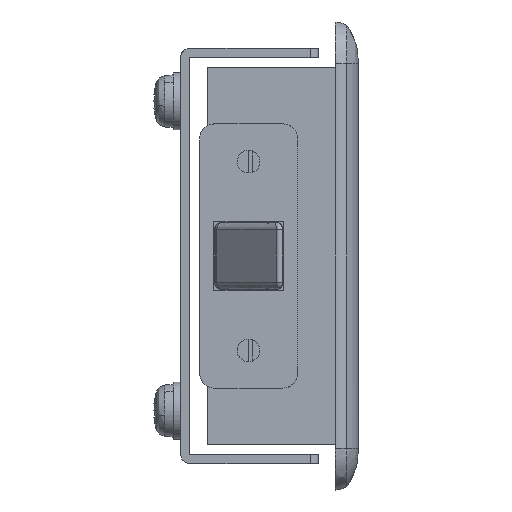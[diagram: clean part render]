
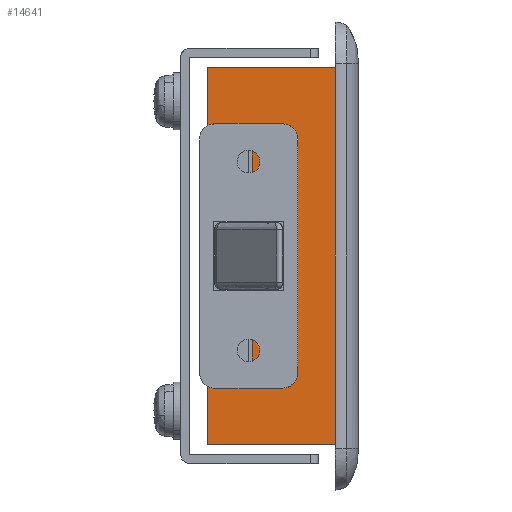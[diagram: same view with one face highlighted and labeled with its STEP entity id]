
A CAD part, left-side view. The second image highlights one B-rep face of the part: STEP entity #14641.
In plain terms, the highlighted free-form (B-spline) face has degree [1, 1] with [2, 2] control points.
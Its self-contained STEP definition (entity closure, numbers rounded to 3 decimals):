
#12844=CARTESIAN_POINT('',(-9.5,7.75,-15.0));
#12845=VERTEX_POINT('',#12844);
#12851=CARTESIAN_POINT('',(-9.5,7.75,-10.0));
#12852=VERTEX_POINT('',#12851);
#12853=CARTESIAN_POINT('',(-9.5,7.75,-10.0));
#12854=CARTESIAN_POINT('',(-9.5,7.75,-15.0));
#12855=QUASI_UNIFORM_CURVE('',1,(#12853,#12854),.UNSPECIFIED.,.F.,.U.);
#12856=EDGE_CURVE('',#12852,#12845,#12855,.T.);
#12879=CARTESIAN_POINT('',(-9.5,10.75,-10.0));
#12880=VERTEX_POINT('',#12879);
#12881=CARTESIAN_POINT('',(-9.5,10.75,-10.0));
#12882=CARTESIAN_POINT('',(-9.5,7.75,-10.0));
#12883=QUASI_UNIFORM_CURVE('',1,(#12881,#12882),.UNSPECIFIED.,.F.,.U.);
#12884=EDGE_CURVE('',#12880,#12852,#12883,.T.);
#12907=CARTESIAN_POINT('',(-9.5,10.75,-15.0));
#12908=VERTEX_POINT('',#12907);
#12909=CARTESIAN_POINT('',(-9.5,10.75,-15.0));
#12910=CARTESIAN_POINT('',(-9.5,10.75,-10.0));
#12911=QUASI_UNIFORM_CURVE('',1,(#12909,#12910),.UNSPECIFIED.,.F.,.U.);
#12912=EDGE_CURVE('',#12908,#12880,#12911,.T.);
#12933=CARTESIAN_POINT('',(-9.5,7.75,-15.0));
#12934=CARTESIAN_POINT('',(-9.5,10.75,-15.0));
#12935=QUASI_UNIFORM_CURVE('',1,(#12933,#12934),.UNSPECIFIED.,.F.,.U.);
#12936=EDGE_CURVE('',#12845,#12908,#12935,.T.);
#12956=CARTESIAN_POINT('',(-9.5,7.75,10.0));
#12957=VERTEX_POINT('',#12956);
#12963=CARTESIAN_POINT('',(-9.5,7.75,15.0));
#12964=VERTEX_POINT('',#12963);
#12965=CARTESIAN_POINT('',(-9.5,7.75,10.0));
#12966=CARTESIAN_POINT('',(-9.5,7.75,15.0));
#12967=QUASI_UNIFORM_CURVE('',1,(#12965,#12966),.UNSPECIFIED.,.F.,.U.);
#12968=EDGE_CURVE('',#12957,#12964,#12967,.T.);
#12990=CARTESIAN_POINT('',(-9.5,10.75,10.0));
#12991=VERTEX_POINT('',#12990);
#12997=CARTESIAN_POINT('',(-9.5,10.75,10.0));
#12998=CARTESIAN_POINT('',(-9.5,7.75,10.0));
#12999=QUASI_UNIFORM_CURVE('',1,(#12997,#12998),.UNSPECIFIED.,.F.,.U.);
#13000=EDGE_CURVE('',#12991,#12957,#12999,.T.);
#13018=CARTESIAN_POINT('',(-9.5,10.75,15.0));
#13019=VERTEX_POINT('',#13018);
#13025=CARTESIAN_POINT('',(-9.5,10.75,15.0));
#13026=CARTESIAN_POINT('',(-9.5,10.75,10.0));
#13027=QUASI_UNIFORM_CURVE('',1,(#13025,#13026),.UNSPECIFIED.,.F.,.U.);
#13028=EDGE_CURVE('',#13019,#12991,#13027,.T.);
#13045=CARTESIAN_POINT('',(-9.5,7.75,15.0));
#13046=CARTESIAN_POINT('',(-9.5,10.75,15.0));
#13047=QUASI_UNIFORM_CURVE('',1,(#13045,#13046),.UNSPECIFIED.,.F.,.U.);
#13048=EDGE_CURVE('',#12964,#13019,#13047,.T.);
#14184=CARTESIAN_POINT('',(-9.5,3.5,3.75));
#14185=VERTEX_POINT('',#14184);
#14186=CARTESIAN_POINT('',(-9.5,13.75,3.75));
#14187=VERTEX_POINT('',#14186);
#14188=CARTESIAN_POINT('',(-9.5,3.5,3.75));
#14189=CARTESIAN_POINT('',(-9.5,13.75,3.75));
#14190=QUASI_UNIFORM_CURVE('',1,(#14188,#14189),.UNSPECIFIED.,.F.,.U.);
#14191=EDGE_CURVE('',#14185,#14187,#14190,.T.);
#14220=CARTESIAN_POINT('',(-9.5,3.5,-3.75));
#14221=VERTEX_POINT('',#14220);
#14222=CARTESIAN_POINT('',(-9.5,3.5,-3.75));
#14223=CARTESIAN_POINT('',(-9.5,3.5,3.75));
#14224=QUASI_UNIFORM_CURVE('',1,(#14222,#14223),.UNSPECIFIED.,.F.,.U.);
#14225=EDGE_CURVE('',#14221,#14185,#14224,.T.);
#14248=CARTESIAN_POINT('',(-9.5,13.75,-3.75));
#14249=VERTEX_POINT('',#14248);
#14250=CARTESIAN_POINT('',(-9.5,13.75,-3.75));
#14251=CARTESIAN_POINT('',(-9.5,3.5,-3.75));
#14252=QUASI_UNIFORM_CURVE('',1,(#14250,#14251),.UNSPECIFIED.,.F.,.U.);
#14253=EDGE_CURVE('',#14249,#14221,#14252,.T.);
#14479=CARTESIAN_POINT('',(-9.5,13.75,25.0));
#14480=VERTEX_POINT('',#14479);
#14488=CARTESIAN_POINT('',(-9.5,-3.25,25.0));
#14489=VERTEX_POINT('',#14488);
#14490=CARTESIAN_POINT('',(-9.5,-3.25,25.0));
#14491=CARTESIAN_POINT('',(-9.5,13.75,25.0));
#14492=QUASI_UNIFORM_CURVE('',1,(#14490,#14491),.UNSPECIFIED.,.F.,.U.);
#14493=EDGE_CURVE('',#14489,#14480,#14492,.T.);
#14543=CARTESIAN_POINT('',(-9.5,13.75,-25.0));
#14544=VERTEX_POINT('',#14543);
#14571=CARTESIAN_POINT('',(-9.5,-3.25,-25.0));
#14572=VERTEX_POINT('',#14571);
#14578=CARTESIAN_POINT('',(-9.5,-3.25,-25.0));
#14579=CARTESIAN_POINT('',(-9.5,13.75,-25.0));
#14580=QUASI_UNIFORM_CURVE('',1,(#14578,#14579),.UNSPECIFIED.,.F.,.U.);
#14581=EDGE_CURVE('',#14572,#14544,#14580,.T.);
#14602=CARTESIAN_POINT('',(-9.5,-4.099,-27.497));
#14603=CARTESIAN_POINT('',(-9.5,14.599,-27.497));
#14604=CARTESIAN_POINT('',(-9.5,-4.099,27.498));
#14605=CARTESIAN_POINT('',(-9.5,14.599,27.498));
#14606=B_SPLINE_SURFACE_WITH_KNOTS('',1,1,((#14602,#14604),(#14603,#14605)),.UNSPECIFIED.,.F.,.F.,.U.,(2,2),(2,2),(0.0,18.698),(0.0,54.995),.UNSPECIFIED.);
#14607=ORIENTED_EDGE('',*,*,#14225,.F.);
#14608=ORIENTED_EDGE('',*,*,#14253,.F.);
#14609=CARTESIAN_POINT('',(-9.5,13.75,-25.0));
#14610=CARTESIAN_POINT('',(-9.5,13.75,-3.75));
#14611=QUASI_UNIFORM_CURVE('',1,(#14609,#14610),.UNSPECIFIED.,.F.,.U.);
#14612=EDGE_CURVE('',#14544,#14249,#14611,.T.);
#14613=ORIENTED_EDGE('',*,*,#14612,.F.);
#14614=ORIENTED_EDGE('',*,*,#14581,.F.);
#14615=CARTESIAN_POINT('',(-9.5,-3.25,-25.0));
#14616=CARTESIAN_POINT('',(-9.5,-3.25,25.0));
#14617=QUASI_UNIFORM_CURVE('',1,(#14615,#14616),.UNSPECIFIED.,.F.,.U.);
#14618=EDGE_CURVE('',#14572,#14489,#14617,.T.);
#14619=ORIENTED_EDGE('',*,*,#14618,.T.);
#14620=ORIENTED_EDGE('',*,*,#14493,.T.);
#14621=CARTESIAN_POINT('',(-9.5,13.75,3.75));
#14622=CARTESIAN_POINT('',(-9.5,13.75,25.0));
#14623=QUASI_UNIFORM_CURVE('',1,(#14621,#14622),.UNSPECIFIED.,.F.,.U.);
#14624=EDGE_CURVE('',#14187,#14480,#14623,.T.);
#14625=ORIENTED_EDGE('',*,*,#14624,.F.);
#14626=ORIENTED_EDGE('',*,*,#14191,.F.);
#14627=EDGE_LOOP('',(#14607,#14608,#14613,#14614,#14619,#14620,#14625,#14626));
#14628=FACE_OUTER_BOUND('',#14627,.T.);
#14629=ORIENTED_EDGE('',*,*,#13028,.F.);
#14630=ORIENTED_EDGE('',*,*,#13048,.F.);
#14631=ORIENTED_EDGE('',*,*,#12968,.F.);
#14632=ORIENTED_EDGE('',*,*,#13000,.F.);
#14633=EDGE_LOOP('',(#14629,#14630,#14631,#14632));
#14634=FACE_BOUND('',#14633,.T.);
#14635=ORIENTED_EDGE('',*,*,#12856,.T.);
#14636=ORIENTED_EDGE('',*,*,#12936,.T.);
#14637=ORIENTED_EDGE('',*,*,#12912,.T.);
#14638=ORIENTED_EDGE('',*,*,#12884,.T.);
#14639=EDGE_LOOP('',(#14635,#14636,#14637,#14638));
#14640=FACE_BOUND('',#14639,.T.);
#14641=ADVANCED_FACE('',(#14628,#14634,#14640),#14606,.F.);
